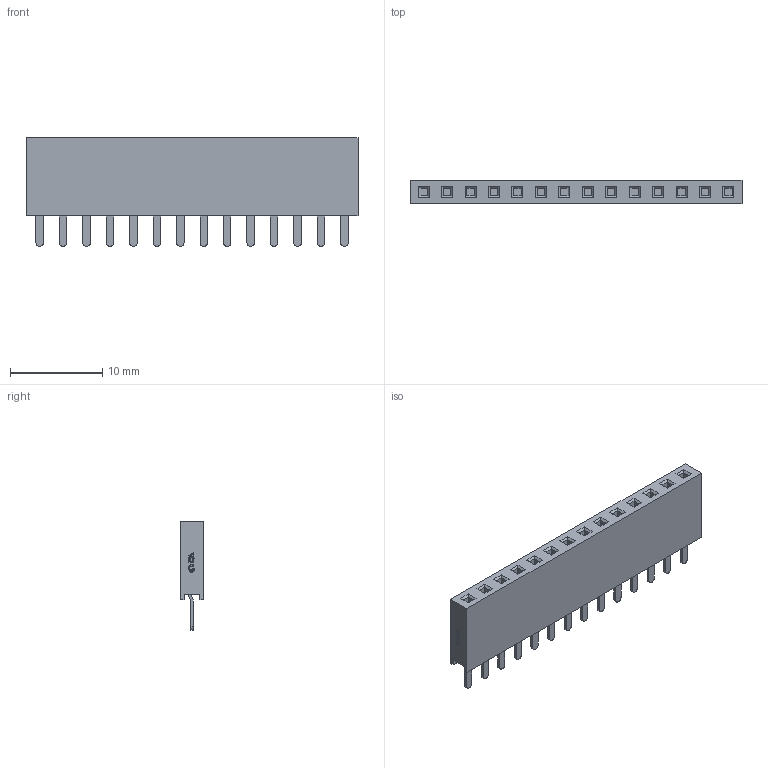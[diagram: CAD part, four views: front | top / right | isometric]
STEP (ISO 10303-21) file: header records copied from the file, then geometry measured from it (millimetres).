
FILE_DESCRIPTION(/* description */ ('Designed by EasyEDA Pro'),/* implementation_level */ '2;1');
FILE_NAME(/* name */ 'PM_2.54_1X14P_LH.step',/* time_stamp */ '2025-03-26T15:55:53+08:00',/* author */ (''),/* organization */ (''),/* preprocessor_version */ 'ST-DEVELOPER v20.1',/* originating_system */ 'Autodesk Translation Framework v14.4.0.0',/* authorisation */ '');
FILE_SCHEMA (('AUTOMOTIVE_DESIGN { 1 0 10303 214 3 1 1 }'));
Length unit declared in the file: millimetre
Products named in the file (3): dVJF-PCBModel; dVJF-Board; dVJF-U1-HDR-TH_14P-P2.54-V-F-1
Assembly tree (2 placements, depth 2):
  dVJF-PCBModel
    dVJF-Board
    dVJF-U1-HDR-TH_14P-P2.54-V-F-1
Bounding box: 35.97 x 2.5 x 11.8 mm (x, y, z)
Volume: 721.5 mm3; surface area: 1079.3 mm2
Topology: 1 solids, 1 shells, 515 faces, 1334 edges, 870 vertices
Faces by surface type: plane 387, bspline 114, cylinder 14
Entity records: 17352 total; most frequent: CARTESIAN_POINT 4834, ORIENTED_EDGE 2668, DIRECTION 2116, EDGE_CURVE 1334, LINE 1076, VECTOR 1076, VERTEX_POINT 870, EDGE_LOOP 564
